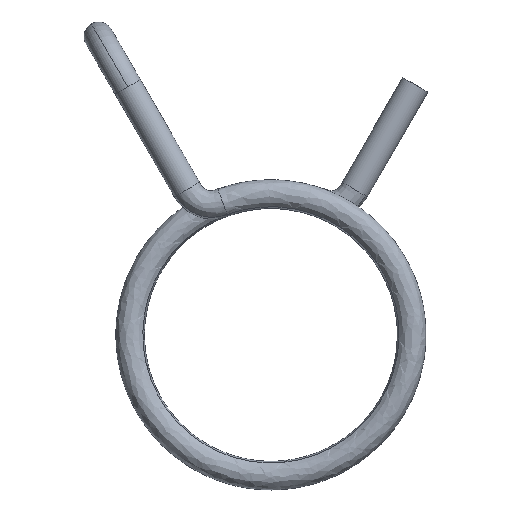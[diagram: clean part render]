
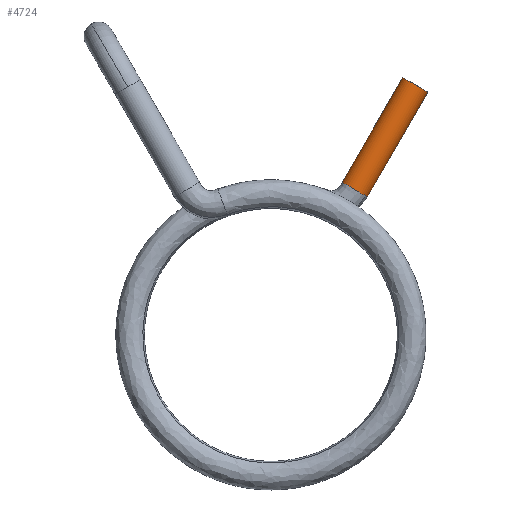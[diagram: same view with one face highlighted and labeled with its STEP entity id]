
A CAD part, top view. The second image highlights one B-rep face of the part: STEP entity #4724.
In plain terms, the highlighted cylindrical face has radius 0.6 mm (diameter 1.2 mm), a partial arc.
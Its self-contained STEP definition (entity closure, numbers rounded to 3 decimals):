
#122 = ORIENTED_EDGE ( 'NONE', *, *, #4164, .T. ) ;
#430 = DIRECTION ( 'NONE',  ( -0.728, 0.42, -0.541 ) ) ;
#794 = VECTOR ( 'NONE', #2245, 1000. ) ;
#954 = CARTESIAN_POINT ( 'NONE',  ( 3.456, 5.986, 0.65 ) ) ;
#1499 = EDGE_CURVE ( 'NONE', #1567, #5351, #6090, .T. ) ;
#1533 = CARTESIAN_POINT ( 'NONE',  ( 3.976, 5.686, 0.65 ) ) ;
#1567 = VERTEX_POINT ( 'NONE', #2492 ) ;
#1607 = DIRECTION ( 'NONE',  ( -0.728, 0.42, -0.541 ) ) ;
#1674 = CARTESIAN_POINT ( 'NONE',  ( 5.95, 10.306, 0.65 ) ) ;
#1701 = AXIS2_PLACEMENT_3D ( 'NONE', #6449, #3864, #2189 ) ;
#1819 = AXIS2_PLACEMENT_3D ( 'NONE', #954, #2181, #7014 ) ;
#2065 = VERTEX_POINT ( 'NONE', #4501 ) ;
#2094 = ORIENTED_EDGE ( 'NONE', *, *, #7634, .T. ) ;
#2104 = CYLINDRICAL_SURFACE ( 'NONE', #1819, 0.6 ) ;
#2181 = DIRECTION ( 'NONE',  ( 0.5, 0.866, 0. ) ) ;
#2189 = DIRECTION ( 'NONE',  ( -0.728, 0.42, -0.541 ) ) ;
#2201 = DIRECTION ( 'NONE',  ( 0.5, 0.866, 0. ) ) ;
#2245 = DIRECTION ( 'NONE',  ( 0.5, 0.866, 0. ) ) ;
#2297 = VERTEX_POINT ( 'NONE', #4725 ) ;
#2492 = CARTESIAN_POINT ( 'NONE',  ( 5.43, 10.606, 0.65 ) ) ;
#2505 = EDGE_CURVE ( 'NONE', #5330, #5351, #7645, .T. ) ;
#2696 = FACE_OUTER_BOUND ( 'NONE', #5482, .T. ) ;
#2889 = CARTESIAN_POINT ( 'NONE',  ( 2.936, 6.286, 0.65 ) ) ;
#2928 = LINE ( 'NONE', #2889, #794 ) ;
#3566 = AXIS2_PLACEMENT_3D ( 'NONE', #1674, #2201, #1607 ) ;
#3626 = AXIS2_PLACEMENT_3D ( 'NONE', #6498, #5816, #430 ) ;
#3864 = DIRECTION ( 'NONE',  ( 0.5, 0.866, 0. ) ) ;
#4073 = CARTESIAN_POINT ( 'NONE',  ( 3.972, 5.688, 0.65 ) ) ;
#4164 = EDGE_CURVE ( 'NONE', #2297, #2065, #6426, .T. ) ;
#4501 = CARTESIAN_POINT ( 'NONE',  ( 3.893, 5.734, 0.975 ) ) ;
#4584 = ORIENTED_EDGE ( 'NONE', *, *, #2505, .T. ) ;
#4724 = ADVANCED_FACE ( 'NONE', ( #2696 ), #2104, .T. ) ;
#4725 = CARTESIAN_POINT ( 'NONE',  ( 2.94, 6.284, 0.65 ) ) ;
#4759 = ORIENTED_EDGE ( 'NONE', *, *, #6443, .F. ) ;
#5100 = CIRCLE ( 'NONE', #1701, 0.6 ) ;
#5172 = ORIENTED_EDGE ( 'NONE', *, *, #1499, .F. ) ;
#5330 = VERTEX_POINT ( 'NONE', #4073 ) ;
#5351 = VERTEX_POINT ( 'NONE', #5885 ) ;
#5482 = EDGE_LOOP ( 'NONE', ( #2094, #4584, #5172, #4759, #122 ) ) ;
#5816 = DIRECTION ( 'NONE',  ( 0.5, 0.866, 0. ) ) ;
#5885 = CARTESIAN_POINT ( 'NONE',  ( 6.47, 10.006, 0.65 ) ) ;
#6090 = CIRCLE ( 'NONE', #3566, 0.6 ) ;
#6426 = CIRCLE ( 'NONE', #3626, 0.6 ) ;
#6443 = EDGE_CURVE ( 'NONE', #2297, #1567, #2928, .T. ) ;
#6449 = CARTESIAN_POINT ( 'NONE',  ( 3.456, 5.986, 0.65 ) ) ;
#6498 = CARTESIAN_POINT ( 'NONE',  ( 3.456, 5.986, 0.65 ) ) ;
#6896 = VECTOR ( 'NONE', #7054, 1000. ) ;
#7014 = DIRECTION ( 'NONE',  ( -0.866, 0.5, 0. ) ) ;
#7054 = DIRECTION ( 'NONE',  ( 0.5, 0.866, 0. ) ) ;
#7634 = EDGE_CURVE ( 'NONE', #2065, #5330, #5100, .T. ) ;
#7645 = LINE ( 'NONE', #1533, #6896 ) ;
